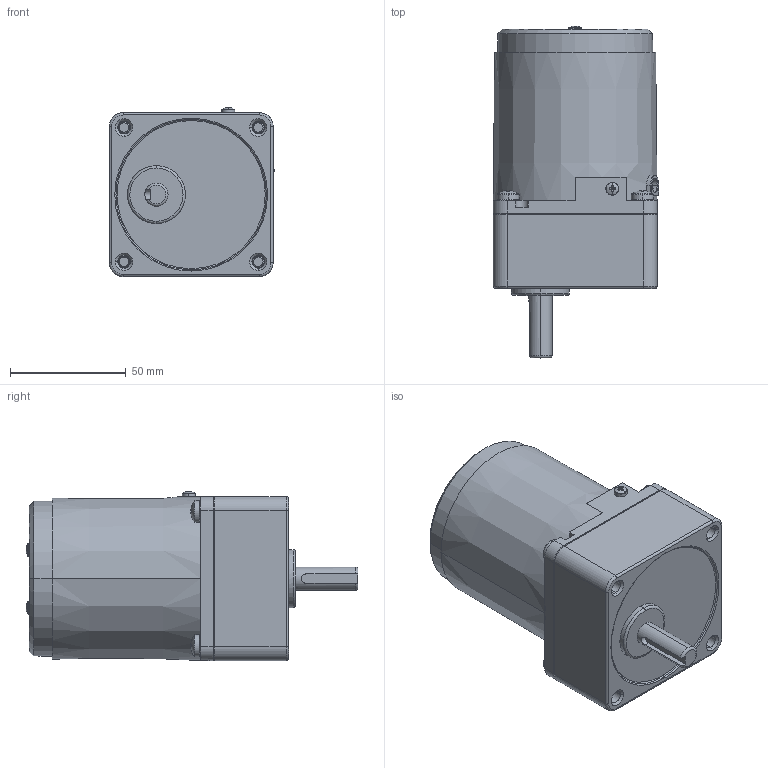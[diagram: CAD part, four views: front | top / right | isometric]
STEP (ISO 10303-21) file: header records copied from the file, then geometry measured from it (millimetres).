
FILE_DESCRIPTION((''),'2;1');
FILE_NAME('3RK15GN-C-3GN3K-18K_ASM','2015-09-06T',('Administrator'),(''),'PRO/ENGINEER BY PARAMETRIC TECHNOLOGY CORPORATION, 2007170','PRO/ENGINEER BY PARAMETRIC TECHNOLOGY CORPORATION, 2007170','');
FILE_SCHEMA(('CONFIG_CONTROL_DESIGN'));
Length unit declared in the file: millimetre
Products named in the file (16): 3RK15GN-C_6_AF0; 3RK15GN-C-3GN3K-200K_ASM_1_AF0__ASM; PRT0118; PRT0119; PRT0120; PRT0121; PRT0122; PRT0123; PRT0124; PRT0125; ASM0003_ASM; 3RK15GN-C-3GN3K-200K_ASM_ASM_ASM; PRT0002; PRT0003; ASM0004_ASM; 3RK15GN-C-3GN3K-18K_ASM
Assembly tree (15 placements, depth 5):
  3RK15GN-C-3GN3K-18K_ASM
    3RK15GN-C-3GN3K-200K_ASM_ASM_ASM
      ASM0003_ASM
        3RK15GN-C-3GN3K-200K_ASM_1_AF0__ASM
          3RK15GN-C_6_AF0
        PRT0118
        PRT0119
        PRT0120
        PRT0121
        PRT0122
        PRT0123
        PRT0124
        PRT0125
    ASM0004_ASM
      PRT0002
      PRT0003
Bounding box: 71.52 x 143.35 x 73.06 mm (x, y, z)
Volume: 272700.9 mm3; surface area: 74326 mm2
Topology: 11 solids, 19 shells, 1302 faces, 3403 edges, 2120 vertices
Faces by surface type: cone 654, cylinder 361, plane 213, torus 54, sphere 20
Entity records: 41114 total; most frequent: DIRECTION 7981, CARTESIAN_POINT 7358, ORIENTED_EDGE 6722, AXIS2_PLACEMENT_3D 3370, EDGE_CURVE 3361, VERTEX_POINT 2120, CIRCLE 2024, EDGE_LOOP 1347
